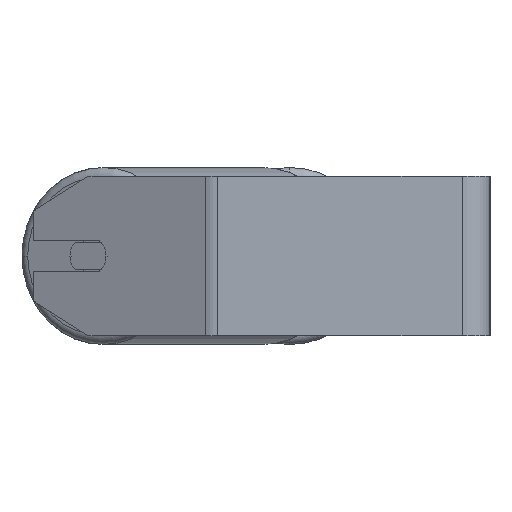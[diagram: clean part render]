
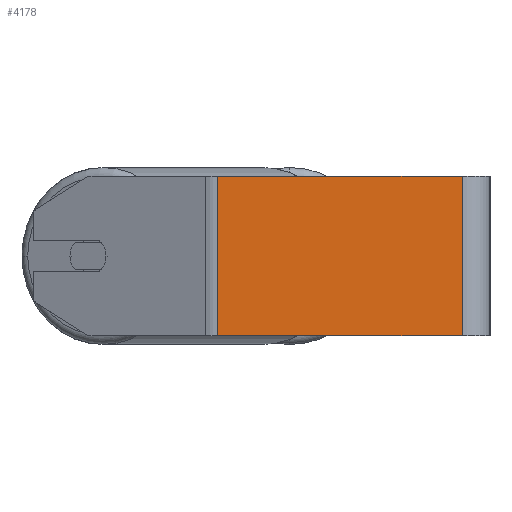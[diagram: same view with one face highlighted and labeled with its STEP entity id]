
A CAD part, left-side view. The second image highlights one B-rep face of the part: STEP entity #4178.
In plain terms, the highlighted planar face has unit normal (-1, 0, 0).
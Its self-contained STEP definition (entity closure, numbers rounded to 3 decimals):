
#11 = EDGE_CURVE ( 'NONE', #7794, #3143, #2466, .T. ) ;
#64 = ORIENTED_EDGE ( 'NONE', *, *, #2800, .F. ) ;
#718 = DIRECTION ( 'NONE',  ( 0., 0., -1. ) ) ;
#831 = VECTOR ( 'NONE', #6008, 1000. ) ;
#1355 = DIRECTION ( 'NONE',  ( 1., 0., 0. ) ) ;
#1428 = ORIENTED_EDGE ( 'NONE', *, *, #6521, .T. ) ;
#2342 = DIRECTION ( 'NONE',  ( 0., -1., 0. ) ) ;
#2466 = LINE ( 'NONE', #5587, #7138 ) ;
#2551 = PLANE ( 'NONE',  #7312 ) ;
#2624 = DIRECTION ( 'NONE',  ( 0., -1., 0. ) ) ;
#2625 = VERTEX_POINT ( 'NONE', #6942 ) ;
#2800 = EDGE_CURVE ( 'NONE', #8040, #2625, #3863, .T. ) ;
#3000 = CARTESIAN_POINT ( 'NONE',  ( -360., 14., -40. ) ) ;
#3143 = VERTEX_POINT ( 'NONE', #3000 ) ;
#3316 = DIRECTION ( 'NONE',  ( 0., 0., -1. ) ) ;
#3710 = EDGE_LOOP ( 'NONE', ( #7983, #3938, #64, #1428 ) ) ;
#3863 = LINE ( 'NONE', #7022, #4161 ) ;
#3938 = ORIENTED_EDGE ( 'NONE', *, *, #4168, .F. ) ;
#4088 = LINE ( 'NONE', #5409, #831 ) ;
#4161 = VECTOR ( 'NONE', #2624, 1000. ) ;
#4168 = EDGE_CURVE ( 'NONE', #2625, #3143, #6760, .T. ) ;
#4178 = ADVANCED_FACE ( 'NONE', ( #7200 ), #2551, .F. ) ;
#5275 = CARTESIAN_POINT ( 'NONE',  ( -360., 140.111, 40. ) ) ;
#5409 = CARTESIAN_POINT ( 'NONE',  ( -360., 137.007, 40. ) ) ;
#5587 = CARTESIAN_POINT ( 'NONE',  ( -360., 140.111, -40. ) ) ;
#5951 = VECTOR ( 'NONE', #3316, 1000. ) ;
#5962 = CARTESIAN_POINT ( 'NONE',  ( -360., 137.007, 40. ) ) ;
#5963 = CARTESIAN_POINT ( 'NONE',  ( -360., 14., 40. ) ) ;
#6008 = DIRECTION ( 'NONE',  ( 0., 0., -1. ) ) ;
#6350 = CARTESIAN_POINT ( 'NONE',  ( -360., 137.007, -40. ) ) ;
#6521 = EDGE_CURVE ( 'NONE', #8040, #7794, #4088, .T. ) ;
#6760 = LINE ( 'NONE', #5963, #5951 ) ;
#6942 = CARTESIAN_POINT ( 'NONE',  ( -360., 14., 40. ) ) ;
#7022 = CARTESIAN_POINT ( 'NONE',  ( -360., 140.111, 40. ) ) ;
#7138 = VECTOR ( 'NONE', #2342, 1000. ) ;
#7200 = FACE_OUTER_BOUND ( 'NONE', #3710, .T. ) ;
#7312 = AXIS2_PLACEMENT_3D ( 'NONE', #5275, #1355, #718 ) ;
#7794 = VERTEX_POINT ( 'NONE', #6350 ) ;
#7983 = ORIENTED_EDGE ( 'NONE', *, *, #11, .T. ) ;
#8040 = VERTEX_POINT ( 'NONE', #5962 ) ;
